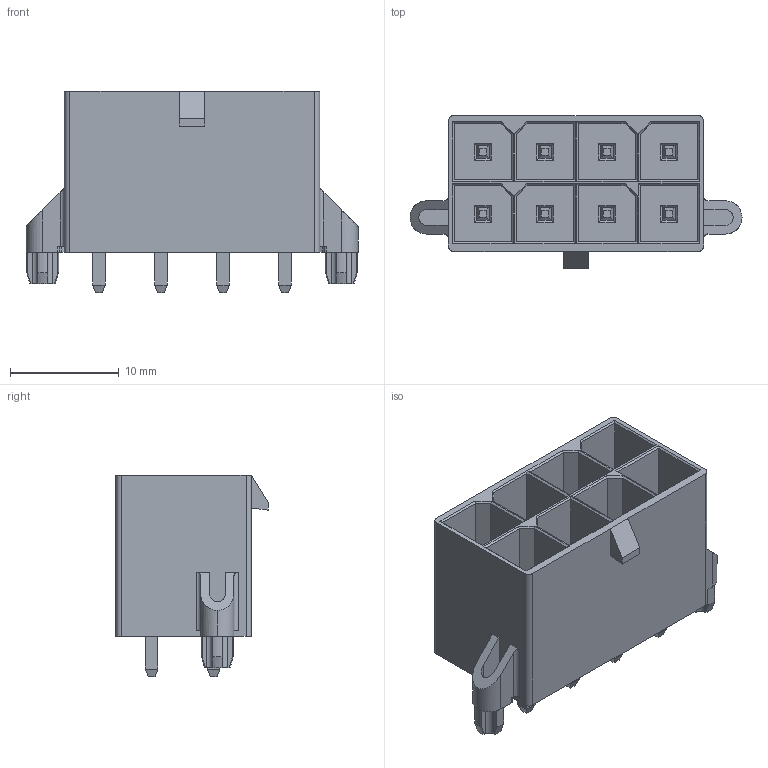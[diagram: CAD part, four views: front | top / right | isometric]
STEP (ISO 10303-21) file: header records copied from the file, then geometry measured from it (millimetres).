
FILE_DESCRIPTION(/* description */ ('Unknown'),/* implementation_level */ '2;1');
FILE_NAME(/* name */ 'J_Wurth_WR-MPC5_657008240201',/* time_stamp */ '2025-07-09T10:52:25+08:00',/* author */ ('Unknown'),/* organization */ ('Unknown'),/* preprocessor_version */ 'ST-DEVELOPER v19.4',/* originating_system */ 'Solid Edge',/* authorisation */ 'Unknown');
FILE_SCHEMA (('AUTOMOTIVE_DESIGN {1 0 10303 214 3 1 1}'));
Length unit declared in the file: millimetre
Products named in the file (2): J_Wurth_WR-MPC5_657008240201
Assembly tree (1 placements, depth 2):
  J_Wurth_WR-MPC5_657008240201
    J_Wurth_WR-MPC5_657008240201
Bounding box: 30.5 x 14.03 x 18.5 mm (x, y, z)
Volume: 1951.3 mm3; surface area: 4414.4 mm2
Topology: 1 solids, 1 shells, 576 faces, 1466 edges, 921 vertices
Faces by surface type: plane 498, cylinder 70, cone 8
Entity records: 21041 total; most frequent: CARTESIAN_POINT 3013, ORIENTED_EDGE 2932, DIRECTION 2754, EDGE_CURVE 1466, LINE 1302, VECTOR 1302, VERTEX_POINT 921, AXIS2_PLACEMENT_3D 726
